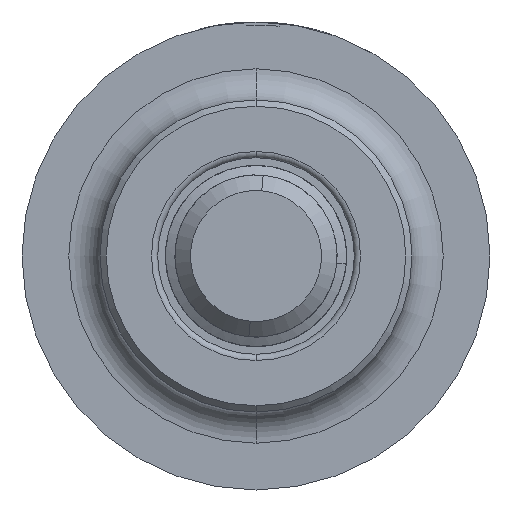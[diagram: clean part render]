
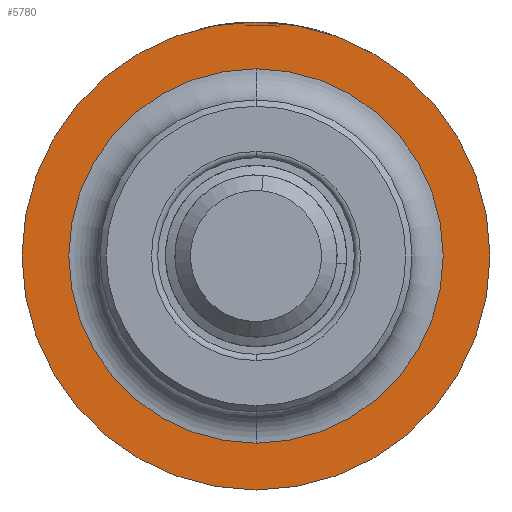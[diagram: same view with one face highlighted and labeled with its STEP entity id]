
A CAD part, front view. The second image highlights one B-rep face of the part: STEP entity #5780.
In plain terms, the highlighted planar face has unit normal (0, -1, 0).
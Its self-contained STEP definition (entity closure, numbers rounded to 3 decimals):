
#83 = CARTESIAN_POINT ( 'NONE',  ( 0., 12.42, 6. ) ) ;
#189 = DIRECTION ( 'NONE',  ( 0., 0., -1. ) ) ;
#233 = CARTESIAN_POINT ( 'NONE',  ( 0., 12.42, -6. ) ) ;
#404 = CIRCLE ( 'NONE', #429, 7.5 ) ;
#429 = AXIS2_PLACEMENT_3D ( 'NONE', #4753, #4283, #1637 ) ;
#465 = CIRCLE ( 'NONE', #5986, 7.5 ) ;
#576 = CARTESIAN_POINT ( 'NONE',  ( 0., 12.42, 0. ) ) ;
#621 = EDGE_CURVE ( 'NONE', #1030, #4216, #705, .T. ) ;
#705 = CIRCLE ( 'NONE', #5274, 6. ) ;
#954 = EDGE_CURVE ( 'NONE', #1000, #1646, #465, .T. ) ;
#971 = DIRECTION ( 'NONE',  ( 0., 0., -1. ) ) ;
#1000 = VERTEX_POINT ( 'NONE', #3877 ) ;
#1030 = VERTEX_POINT ( 'NONE', #233 ) ;
#1069 = DIRECTION ( 'NONE',  ( 0., -1., 0. ) ) ;
#1537 = CARTESIAN_POINT ( 'NONE',  ( 0., 12.42, -7.5 ) ) ;
#1637 = DIRECTION ( 'NONE',  ( 0., 0., -1. ) ) ;
#1646 = VERTEX_POINT ( 'NONE', #1537 ) ;
#1738 = CARTESIAN_POINT ( 'NONE',  ( 0., 12.42, 0. ) ) ;
#2969 = ORIENTED_EDGE ( 'NONE', *, *, #4579, .F. ) ;
#3073 = EDGE_LOOP ( 'NONE', ( #6139, #4401 ) ) ;
#3430 = FACE_OUTER_BOUND ( 'NONE', #3073, .T. ) ;
#3877 = CARTESIAN_POINT ( 'NONE',  ( 0., 12.42, 7.5 ) ) ;
#3916 = AXIS2_PLACEMENT_3D ( 'NONE', #4097, #4653, #971 ) ;
#3919 = FACE_BOUND ( 'NONE', #4029, .T. ) ;
#4029 = EDGE_LOOP ( 'NONE', ( #5882, #2969 ) ) ;
#4097 = CARTESIAN_POINT ( 'NONE',  ( 6., 12.42, 0. ) ) ;
#4210 = EDGE_CURVE ( 'NONE', #1646, #1000, #404, .T. ) ;
#4216 = VERTEX_POINT ( 'NONE', #83 ) ;
#4283 = DIRECTION ( 'NONE',  ( 0., -1., 0. ) ) ;
#4401 = ORIENTED_EDGE ( 'NONE', *, *, #954, .T. ) ;
#4579 = EDGE_CURVE ( 'NONE', #4216, #1030, #6736, .T. ) ;
#4653 = DIRECTION ( 'NONE',  ( 0., -1., 0. ) ) ;
#4720 = DIRECTION ( 'NONE',  ( 0., 0., -1. ) ) ;
#4753 = CARTESIAN_POINT ( 'NONE',  ( 0., 12.42, 0. ) ) ;
#5274 = AXIS2_PLACEMENT_3D ( 'NONE', #1738, #5372, #189 ) ;
#5372 = DIRECTION ( 'NONE',  ( 0., -1., 0. ) ) ;
#5702 = PLANE ( 'NONE',  #3916 ) ;
#5780 = ADVANCED_FACE ( 'NONE', ( #3430, #3919 ), #5702, .T. ) ;
#5828 = DIRECTION ( 'NONE',  ( 0., 0., -1. ) ) ;
#5850 = CARTESIAN_POINT ( 'NONE',  ( 0., 12.42, 0. ) ) ;
#5882 = ORIENTED_EDGE ( 'NONE', *, *, #621, .F. ) ;
#5986 = AXIS2_PLACEMENT_3D ( 'NONE', #576, #1069, #4720 ) ;
#6139 = ORIENTED_EDGE ( 'NONE', *, *, #4210, .T. ) ;
#6389 = DIRECTION ( 'NONE',  ( 0., -1., 0. ) ) ;
#6726 = AXIS2_PLACEMENT_3D ( 'NONE', #5850, #6389, #5828 ) ;
#6736 = CIRCLE ( 'NONE', #6726, 6. ) ;
